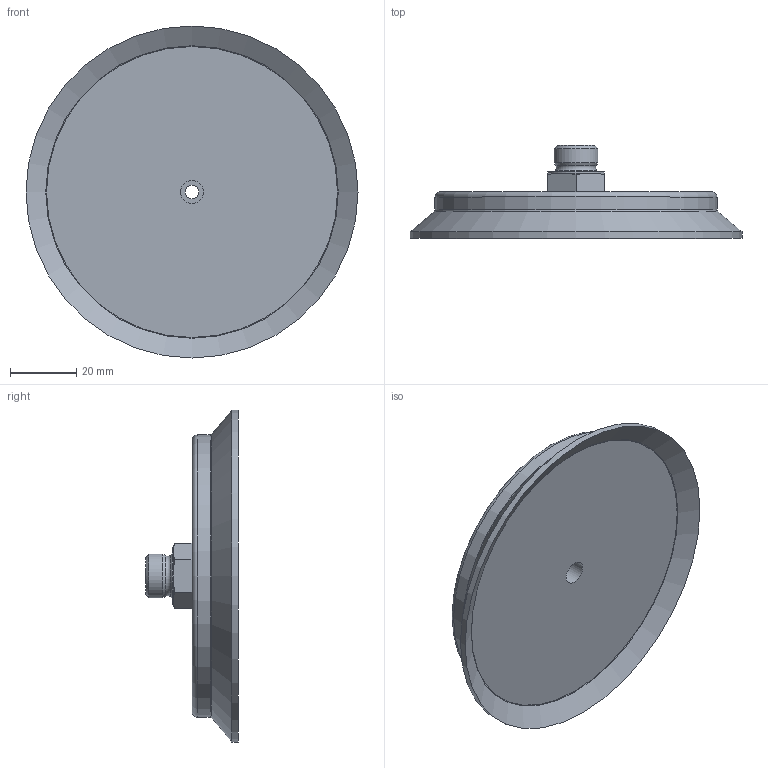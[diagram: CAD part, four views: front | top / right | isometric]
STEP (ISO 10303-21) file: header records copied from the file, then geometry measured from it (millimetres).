
FILE_DESCRIPTION(/* description */ ('STEP AP214'),/* implementation_level */ '2;1');
FILE_NAME(/* name */ '1386376_VAS-100-1_4-SI-B',/* time_stamp */ '2024-09-16T08:26:45+02:00',/* author */ ('License CC BY-ND 4.0'),/* organization */ ('CADENAS'),/* preprocessor_version */ 'ST-DEVELOPER v19.3',/* originating_system */ 'PARTsolutions',/* authorisation */ ' ');
FILE_SCHEMA (('AUTOMOTIVE_DESIGN {1 0 10303 214 3 1 1}'));
Length unit declared in the file: millimetre
Products named in the file (1): 1386376 VAS-100-1/4-SI-B
Bounding box: 100 x 28 x 100 mm (x, y, z)
Volume: 68001.1 mm3; surface area: 19635.3 mm2
Topology: 1 solids, 1 shells, 32 faces, 66 edges, 39 vertices
Faces by surface type: plane 11, cone 11, cylinder 6, torus 4
Full cylindrical faces by diameter (mm): 4 x1, 7 x1, 13.157 x1, 17 x1, 85 x1, 100 x1
Entity records: 788 total; most frequent: CARTESIAN_POINT 155, DIRECTION 128, ORIENTED_EDGE 98, AXIS2_PLACEMENT_3D 58, EDGE_LOOP 52, FACE_BOUND 52, EDGE_CURVE 49, VERTEX_POINT 37
